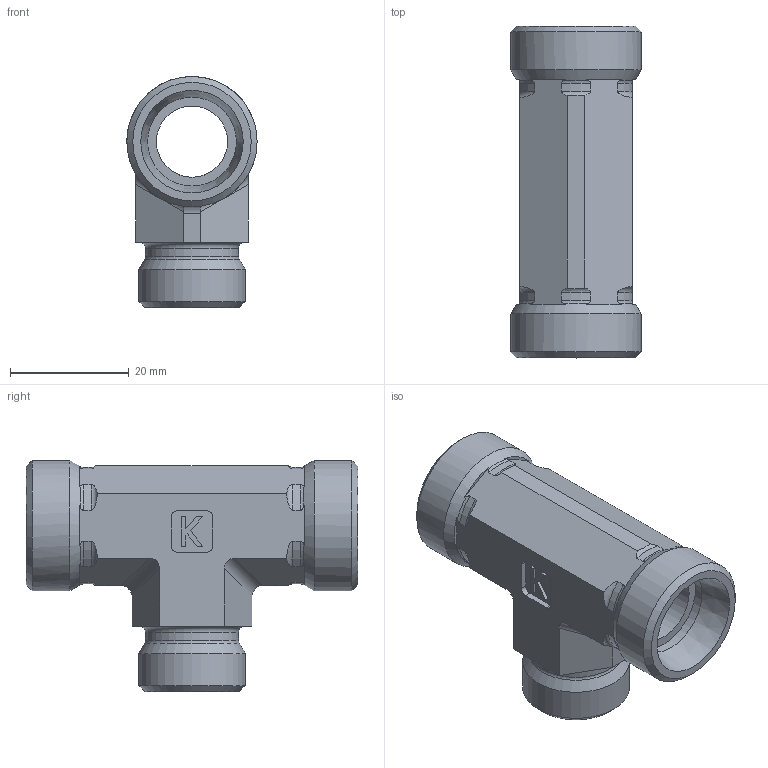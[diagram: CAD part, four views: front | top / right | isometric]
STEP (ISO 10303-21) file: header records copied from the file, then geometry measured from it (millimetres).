
FILE_DESCRIPTION((''),'2;1');
FILE_NAME('374151512.stp','2014-08-13T15:53:36',(''),('KNOMI spol. s r. o.'),'Autodesk Inventor 2012','Autodesk Inventor 2012','');
FILE_SCHEMA(('AUTOMOTIVE_DESIGN { 1 2 10303 214 0 1 1 1 }'));
Length unit declared in the file: millimetre
Products named in the file (1): TS2 15/15/12L M22,M22,M18
Bounding box: 22 x 56 x 39 mm (x, y, z)
Volume: 13923.4 mm3; surface area: 8202.6 mm2
Topology: 1 solids, 1 shells, 129 faces, 358 edges, 237 vertices
Faces by surface type: plane 62, cylinder 31, torus 26, cone 10
Full cylindrical faces by diameter (mm): 10 x1, 12 x2, 15 x2, 15.7 x1, 18 x1, 22 x2
Entity records: 4282 total; most frequent: CARTESIAN_POINT 1179, ORIENTED_EDGE 654, DIRECTION 612, EDGE_CURVE 327, AXIS2_PLACEMENT_3D 234, VERTEX_POINT 227, EDGE_LOOP 158, VECTOR 144
